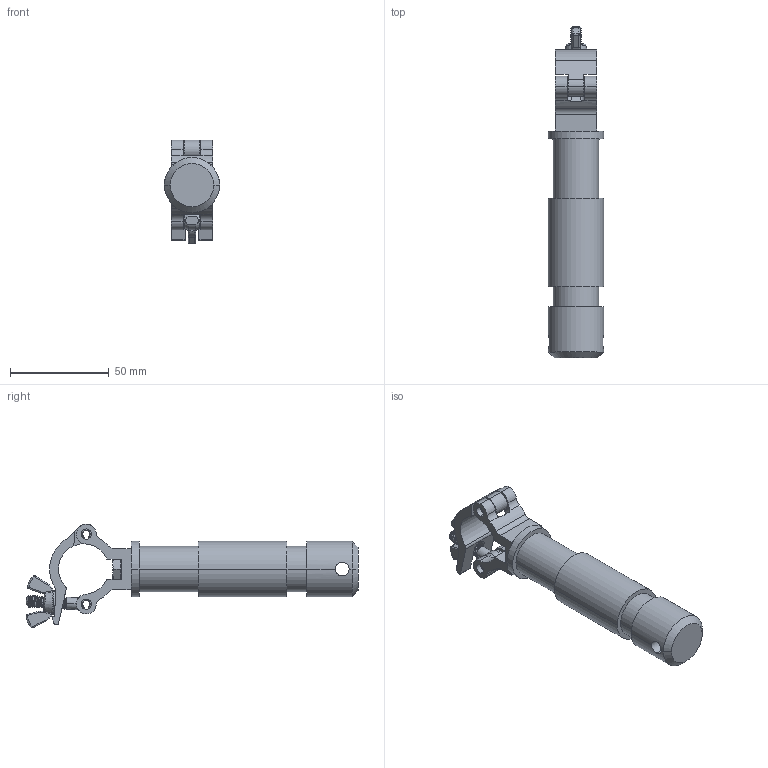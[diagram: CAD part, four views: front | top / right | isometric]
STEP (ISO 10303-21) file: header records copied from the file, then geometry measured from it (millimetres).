
FILE_DESCRIPTION (( 'STEP AP203' ), '1' );
FILE_NAME ('T58896 & T5889601.STEP', '2018-08-13T14:26:24', ( '' ), ( '' ), 'SwSTEP 2.0', 'SolidWorks 2016', '' );
FILE_SCHEMA (( 'CONFIG_CONTROL_DESIGN' ));
Length unit declared in the file: millimetre
Products named in the file (12): F880_F880 M6 Wing Nut; TH2010; Hex Screw GradeC_Doughty Fastners_ISO 4018 - M6 x 25-WS; TH655_TH655; TH133; F772; TH1748; B Washer_Bright washer BS 4320 - M6 (Form B); T58896 & T5889601; TH1248; TH2009_21MM WIDE; T78015
Assembly tree (12 placements, depth 3):
  T58896 & T5889601
    TH655_TH655
      TH2010
    TH133
      TH2009_21MM WIDE
    T78015
      TH1748
      B Washer_Bright washer BS 4320 - M6 (Form B)
      F880_F880 M6 Wing Nut
    F772  x2
    Hex Screw GradeC_Doughty Fastners_ISO 4018 - M6 x 25-WS
    TH1248
Bounding box: 28 x 168.29 x 52.5 mm (x, y, z)
Volume: 75044.5 mm3; surface area: 23607.4 mm2
Topology: 9 solids, 9 shells, 687 faces, 1602 edges, 943 vertices
Faces by surface type: cone 252, cylinder 165, torus 144, plane 94, bspline 32
Entity records: 21418 total; most frequent: CARTESIAN_POINT 4524, DIRECTION 3654, ORIENTED_EDGE 3108, AXIS2_PLACEMENT_3D 1569, EDGE_CURVE 1554, VERTEX_POINT 919, CIRCLE 912, EDGE_LOOP 711
